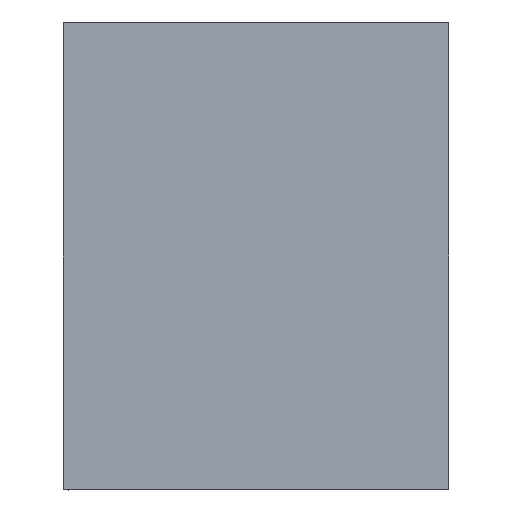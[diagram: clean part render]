
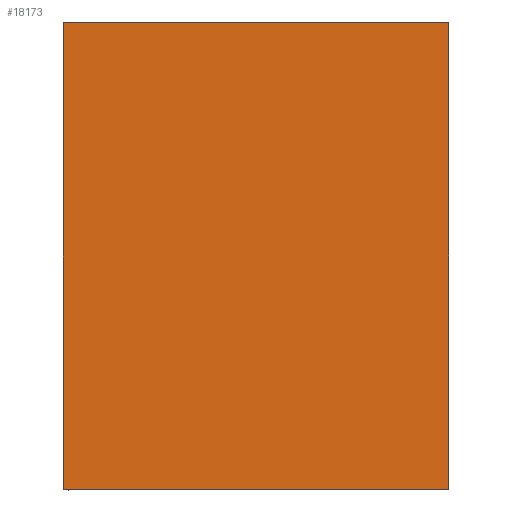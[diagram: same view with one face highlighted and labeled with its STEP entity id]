
A CAD part, left-side view. The second image highlights one B-rep face of the part: STEP entity #18173.
In plain terms, the highlighted face is planar.
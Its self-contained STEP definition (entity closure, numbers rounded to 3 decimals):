
#48 = LINE ( 'NONE', #40596, #15224 ) ;
#592 = DIRECTION ( 'NONE',  ( 0., -0.707, 0.707 ) ) ;
#941 = EDGE_CURVE ( 'NONE', #9140, #34255, #28874, .T. ) ;
#1239 = EDGE_CURVE ( 'NONE', #33282, #28632, #13780, .T. ) ;
#1552 = VECTOR ( 'NONE', #592, 1000. ) ;
#2019 = CARTESIAN_POINT ( 'NONE',  ( 205., -70., 84.7 ) ) ;
#2505 = CARTESIAN_POINT ( 'NONE',  ( 205., 70., -84.7 ) ) ;
#2931 = CARTESIAN_POINT ( 'NONE',  ( 205., -77.35, -77.35 ) ) ;
#3459 = DIRECTION ( 'NONE',  ( 1., 0., 0. ) ) ;
#3690 = CARTESIAN_POINT ( 'NONE',  ( 205., 77.35, 77.35 ) ) ;
#4498 = AXIS2_PLACEMENT_3D ( 'NONE', #13223, #3459, #16986 ) ;
#4753 = CARTESIAN_POINT ( 'NONE',  ( 205., 69.7, -85. ) ) ;
#5683 = LINE ( 'NONE', #12568, #13631 ) ;
#6146 = LINE ( 'NONE', #3690, #1552 ) ;
#7571 = VECTOR ( 'NONE', #16455, 1000. ) ;
#9140 = VERTEX_POINT ( 'NONE', #16016 ) ;
#9477 = VECTOR ( 'NONE', #12018, 1000. ) ;
#9583 = LINE ( 'NONE', #19769, #38574 ) ;
#12018 = DIRECTION ( 'NONE',  ( 0., -0.707, -0.707 ) ) ;
#12425 = DIRECTION ( 'NONE',  ( 0., 0.707, 0.707 ) ) ;
#12568 = CARTESIAN_POINT ( 'NONE',  ( 205., -70., -85. ) ) ;
#12583 = EDGE_CURVE ( 'NONE', #28632, #30071, #6146, .T. ) ;
#13223 = CARTESIAN_POINT ( 'NONE',  ( 205., 0., 0. ) ) ;
#13631 = VECTOR ( 'NONE', #35187, 1000. ) ;
#13780 = LINE ( 'NONE', #20215, #34978 ) ;
#14467 = EDGE_CURVE ( 'NONE', #27096, #34800, #5683, .T. ) ;
#14531 = ORIENTED_EDGE ( 'NONE', *, *, #24819, .T. ) ;
#15224 = VECTOR ( 'NONE', #37277, 1000. ) ;
#16016 = CARTESIAN_POINT ( 'NONE',  ( 205., -69.7, 85. ) ) ;
#16455 = DIRECTION ( 'NONE',  ( 0., 0.707, -0.707 ) ) ;
#16477 = ORIENTED_EDGE ( 'NONE', *, *, #35537, .T. ) ;
#16986 = DIRECTION ( 'NONE',  ( 0., 0., -1. ) ) ;
#18173 = ADVANCED_FACE ( 'NONE', ( #43809 ), #23640, .T. ) ;
#19736 = CARTESIAN_POINT ( 'NONE',  ( 205., -69.7, -85. ) ) ;
#19769 = CARTESIAN_POINT ( 'NONE',  ( 205., -70., 85. ) ) ;
#20215 = CARTESIAN_POINT ( 'NONE',  ( 205., 70., -85. ) ) ;
#20470 = VERTEX_POINT ( 'NONE', #37620 ) ;
#21240 = EDGE_LOOP ( 'NONE', ( #34721, #16477, #25807, #41483, #14531, #30055, #22385, #26478 ) ) ;
#22385 = ORIENTED_EDGE ( 'NONE', *, *, #24790, .T. ) ;
#23108 = LINE ( 'NONE', #2931, #7571 ) ;
#23640 = PLANE ( 'NONE',  #4498 ) ;
#23985 = DIRECTION ( 'NONE',  ( 0., 0., -1. ) ) ;
#24790 = EDGE_CURVE ( 'NONE', #34255, #20470, #9583, .T. ) ;
#24819 = EDGE_CURVE ( 'NONE', #30071, #9140, #48, .T. ) ;
#25807 = ORIENTED_EDGE ( 'NONE', *, *, #1239, .T. ) ;
#26478 = ORIENTED_EDGE ( 'NONE', *, *, #38407, .T. ) ;
#27096 = VERTEX_POINT ( 'NONE', #19736 ) ;
#27524 = DIRECTION ( 'NONE',  ( 0., 0., 1. ) ) ;
#27759 = CARTESIAN_POINT ( 'NONE',  ( 205., 69.7, 85. ) ) ;
#28632 = VERTEX_POINT ( 'NONE', #39785 ) ;
#28656 = CARTESIAN_POINT ( 'NONE',  ( 205., -77.35, 77.35 ) ) ;
#28874 = LINE ( 'NONE', #28656, #9477 ) ;
#30055 = ORIENTED_EDGE ( 'NONE', *, *, #941, .T. ) ;
#30071 = VERTEX_POINT ( 'NONE', #27759 ) ;
#31680 = VECTOR ( 'NONE', #12425, 1000. ) ;
#33282 = VERTEX_POINT ( 'NONE', #2505 ) ;
#34255 = VERTEX_POINT ( 'NONE', #2019 ) ;
#34721 = ORIENTED_EDGE ( 'NONE', *, *, #14467, .T. ) ;
#34800 = VERTEX_POINT ( 'NONE', #4753 ) ;
#34978 = VECTOR ( 'NONE', #27524, 1000. ) ;
#35187 = DIRECTION ( 'NONE',  ( 0., 1., 0. ) ) ;
#35537 = EDGE_CURVE ( 'NONE', #34800, #33282, #42791, .T. ) ;
#35699 = CARTESIAN_POINT ( 'NONE',  ( 205., 77.35, -77.35 ) ) ;
#37277 = DIRECTION ( 'NONE',  ( 0., -1., 0. ) ) ;
#37620 = CARTESIAN_POINT ( 'NONE',  ( 205., -70., -84.7 ) ) ;
#38407 = EDGE_CURVE ( 'NONE', #20470, #27096, #23108, .T. ) ;
#38574 = VECTOR ( 'NONE', #23985, 1000. ) ;
#39785 = CARTESIAN_POINT ( 'NONE',  ( 205., 70., 84.7 ) ) ;
#40596 = CARTESIAN_POINT ( 'NONE',  ( 205., 70., 85. ) ) ;
#41483 = ORIENTED_EDGE ( 'NONE', *, *, #12583, .T. ) ;
#42791 = LINE ( 'NONE', #35699, #31680 ) ;
#43809 = FACE_OUTER_BOUND ( 'NONE', #21240, .T. ) ;
